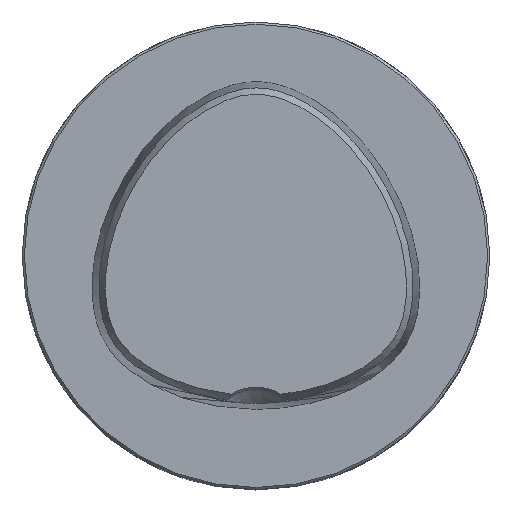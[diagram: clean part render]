
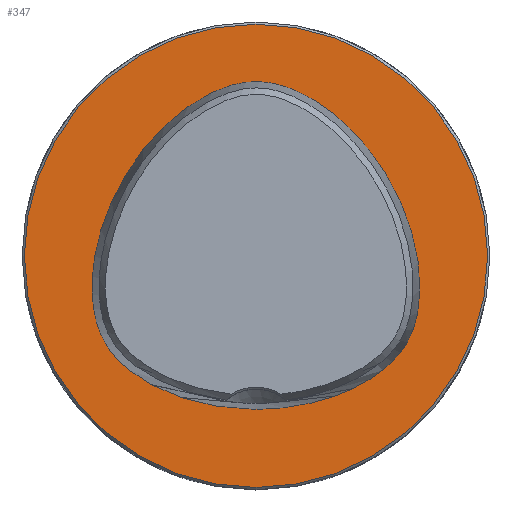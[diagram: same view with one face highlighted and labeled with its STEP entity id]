
A CAD part, top view. The second image highlights one B-rep face of the part: STEP entity #347.
In plain terms, the highlighted planar face has unit normal (0, 0, 1).
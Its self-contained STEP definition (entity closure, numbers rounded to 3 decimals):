
#54=B_SPLINE_CURVE_WITH_KNOTS('',3,(#2082,#2083,#2084,#2085,#2086,#2087,
#2088,#2089,#2090,#2091,#2092,#2093,#2094,#2095,#2096,#2097,#2098,#2099,
#2100,#2101,#2102,#2103,#2104,#2105,#2106,#2107,#2108,#2109,#2110,#2111,
#2112,#2113,#2114,#2115,#2116,#2117,#2118,#2119,#2120,#2121,#2122,#2123,
#2124,#2125,#2126,#2127,#2128,#2129,#2130,#2131,#2132,#2133,#2134,#2135,
#2136,#2137,#2138,#2139,#2140,#2141,#2142,#2143,#2144,#2145,#2146,#2147,
#2148,#2149,#2150,#2151,#2152),.UNSPECIFIED.,.T.,.F.,(1,1,2,1,1,1,1,1,1,
1,1,1,1,1,1,1,1,1,1,1,1,1,1,1,1,1,1,1,1,1,1,1,1,1,1,1,1,1,1,1,1,1,1,1,1,
1,1,1,1,1,1,1,1,1,1,1,1,1,1,1,1,1,1,1,1,1,1,1,1,1,2,1,1),(-0.031,-0.016,
0.,0.016,0.031,0.063,0.078,0.094,0.109,0.125,0.133,0.141,
0.148,0.156,0.164,0.172,0.18,0.188,0.195,0.203,
0.219,0.234,0.25,0.266,0.281,0.313,0.344,0.359,0.375,0.406,
0.422,0.438,0.453,0.469,0.484,0.492,0.5,0.508,0.516,
0.531,0.547,0.563,0.578,0.594,0.625,0.641,0.656,0.688,
0.719,0.734,0.75,0.766,0.781,0.797,0.805,0.813,0.82,
0.828,0.836,0.844,0.852,0.859,0.867,0.875,0.891,
0.906,0.922,0.938,0.969,0.984,1.,1.016,1.031),
 .UNSPECIFIED.);
#347=ADVANCED_FACE('CU_E_LO_SU_1',(#461,#462),#401,.F.);
#401=PLANE('',#1226);
#461=FACE_BOUND('',#545,.T.);
#462=FACE_BOUND('',#546,.T.);
#545=EDGE_LOOP('',(#751));
#546=EDGE_LOOP('',(#752));
#751=ORIENTED_EDGE('',*,*,#1043,.T.);
#752=ORIENTED_EDGE('',*,*,#1044,.T.);
#920=VERTEX_POINT('',#2153);
#921=VERTEX_POINT('',#2297);
#1043=EDGE_CURVE('',#920,#920,#54,.T.);
#1044=EDGE_CURVE('',#921,#921,#1119,.T.);
#1119=CIRCLE('',#1225,31.2);
#1225=AXIS2_PLACEMENT_3D('',#2296,#1462,#1463);
#1226=AXIS2_PLACEMENT_3D('',#2298,#1464,#1465);
#1462=DIRECTION('',(0.,0.,1.));
#1463=DIRECTION('',(1.,0.,0.));
#1464=DIRECTION('',(0.,0.,-1.));
#1465=DIRECTION('',(-1.,0.,0.));
#2082=CARTESIAN_POINT('',(0.721,-20.675,0.));
#2083=CARTESIAN_POINT('',(-0.721,-20.675,0.));
#2084=CARTESIAN_POINT('',(-2.165,-20.628,0.));
#2085=CARTESIAN_POINT('',(-5.038,-20.346,0.));
#2086=CARTESIAN_POINT('',(-7.877,-19.778,0.));
#2087=CARTESIAN_POINT('',(-10.631,-18.907,0.));
#2088=CARTESIAN_POINT('',(-12.641,-18.096,0.));
#2089=CARTESIAN_POINT('',(-14.576,-17.115,0.));
#2090=CARTESIAN_POINT('',(-16.103,-16.145,0.));
#2091=CARTESIAN_POINT('',(-17.253,-15.267,0.));
#2092=CARTESIAN_POINT('',(-18.072,-14.555,0.));
#2093=CARTESIAN_POINT('',(-18.838,-13.784,0.));
#2094=CARTESIAN_POINT('',(-19.538,-12.952,0.));
#2095=CARTESIAN_POINT('',(-20.159,-12.058,0.));
#2096=CARTESIAN_POINT('',(-20.688,-11.106,0.));
#2097=CARTESIAN_POINT('',(-21.12,-10.107,0.));
#2098=CARTESIAN_POINT('',(-21.46,-9.075,0.));
#2099=CARTESIAN_POINT('',(-21.718,-8.02,0.));
#2100=CARTESIAN_POINT('',(-21.963,-6.594,0.));
#2101=CARTESIAN_POINT('',(-22.104,-4.789,0.));
#2102=CARTESIAN_POINT('',(-22.053,-2.62,0.));
#2103=CARTESIAN_POINT('',(-21.81,-0.466,0.));
#2104=CARTESIAN_POINT('',(-21.395,1.661,0.));
#2105=CARTESIAN_POINT('',(-20.635,4.448,0.));
#2106=CARTESIAN_POINT('',(-19.324,7.819,0.));
#2107=CARTESIAN_POINT('',(-17.584,10.988,0.));
#2108=CARTESIAN_POINT('',(-15.954,13.372,0.));
#2109=CARTESIAN_POINT('',(-14.171,15.643,0.));
#2110=CARTESIAN_POINT('',(-12.16,17.727,0.));
#2111=CARTESIAN_POINT('',(-9.932,19.566,0.));
#2112=CARTESIAN_POINT('',(-8.152,20.804,0.));
#2113=CARTESIAN_POINT('',(-6.263,21.873,0.));
#2114=CARTESIAN_POINT('',(-4.268,22.734,0.));
#2115=CARTESIAN_POINT('',(-2.522,23.227,0.));
#2116=CARTESIAN_POINT('',(-1.087,23.439,0.));
#2117=CARTESIAN_POINT('',(0.,23.494,0.));
#2118=CARTESIAN_POINT('',(1.087,23.439,0.));
#2119=CARTESIAN_POINT('',(2.522,23.227,0.));
#2120=CARTESIAN_POINT('',(4.268,22.734,0.));
#2121=CARTESIAN_POINT('',(6.263,21.873,0.));
#2122=CARTESIAN_POINT('',(8.152,20.804,0.));
#2123=CARTESIAN_POINT('',(9.932,19.566,0.));
#2124=CARTESIAN_POINT('',(12.16,17.727,0.));
#2125=CARTESIAN_POINT('',(14.171,15.643,0.));
#2126=CARTESIAN_POINT('',(15.954,13.372,0.));
#2127=CARTESIAN_POINT('',(17.584,10.988,0.));
#2128=CARTESIAN_POINT('',(19.324,7.819,0.));
#2129=CARTESIAN_POINT('',(20.635,4.448,0.));
#2130=CARTESIAN_POINT('',(21.395,1.661,0.));
#2131=CARTESIAN_POINT('',(21.81,-0.466,0.));
#2132=CARTESIAN_POINT('',(22.053,-2.62,0.));
#2133=CARTESIAN_POINT('',(22.104,-4.789,0.));
#2134=CARTESIAN_POINT('',(21.963,-6.594,0.));
#2135=CARTESIAN_POINT('',(21.718,-8.02,0.));
#2136=CARTESIAN_POINT('',(21.46,-9.075,0.));
#2137=CARTESIAN_POINT('',(21.12,-10.107,0.));
#2138=CARTESIAN_POINT('',(20.688,-11.106,0.));
#2139=CARTESIAN_POINT('',(20.159,-12.058,0.));
#2140=CARTESIAN_POINT('',(19.538,-12.952,0.));
#2141=CARTESIAN_POINT('',(18.838,-13.784,0.));
#2142=CARTESIAN_POINT('',(18.072,-14.555,0.));
#2143=CARTESIAN_POINT('',(17.253,-15.267,0.));
#2144=CARTESIAN_POINT('',(16.103,-16.145,0.));
#2145=CARTESIAN_POINT('',(14.576,-17.115,0.));
#2146=CARTESIAN_POINT('',(12.641,-18.096,0.));
#2147=CARTESIAN_POINT('',(10.631,-18.907,0.));
#2148=CARTESIAN_POINT('',(7.877,-19.778,0.));
#2149=CARTESIAN_POINT('',(5.038,-20.346,0.));
#2150=CARTESIAN_POINT('',(2.165,-20.628,0.));
#2151=CARTESIAN_POINT('',(0.721,-20.675,0.));
#2152=CARTESIAN_POINT('',(-0.721,-20.675,0.));
#2153=CARTESIAN_POINT('',(0.,-20.675,0.));
#2296=CARTESIAN_POINT('',(0.,0.,0.));
#2297=CARTESIAN_POINT('',(31.2,0.,0.));
#2298=CARTESIAN_POINT('',(0.,1.392,0.));
